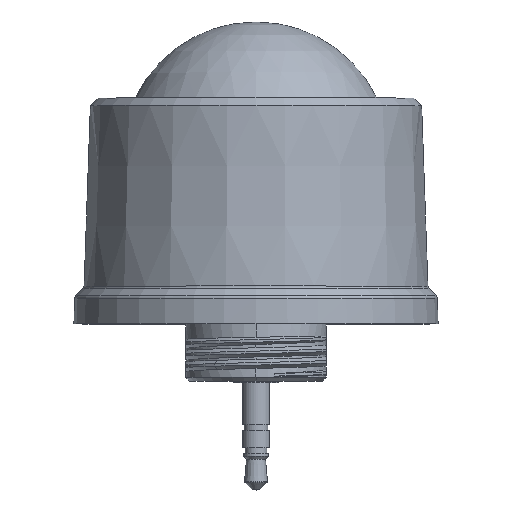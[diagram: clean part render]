
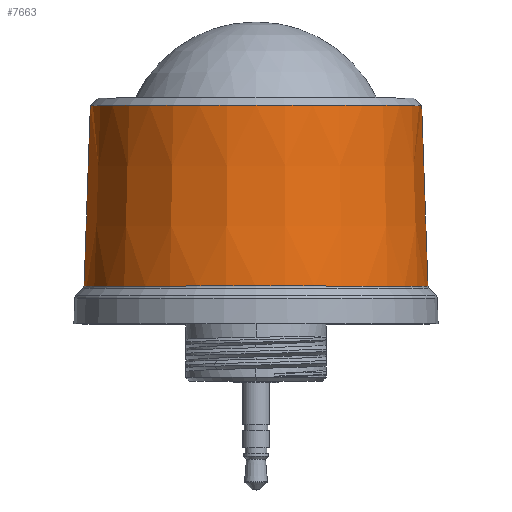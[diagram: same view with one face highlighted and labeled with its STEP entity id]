
A CAD part, top view. The second image highlights one B-rep face of the part: STEP entity #7663.
In plain terms, the highlighted conical face has half-angle 2 degrees and reference radius 22.054 mm.
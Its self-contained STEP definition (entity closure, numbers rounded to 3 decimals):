
#1227=CARTESIAN_POINT('',(0.,28.527,0.));
#1228=DIRECTION('',(0.,1.,0.));
#1229=DIRECTION('',(-1.,0.,0.));
#1230=AXIS2_PLACEMENT_3D('',#1227,#1228,#1229);
#1235=CARTESIAN_POINT('',(0.,28.527,0.));
#1236=DIRECTION('',(0.,1.,0.));
#1237=DIRECTION('',(0.,0.,1.));
#1238=AXIS2_PLACEMENT_3D('',#1235,#1236,#1237);
#1243=DIRECTION('',(0.035,-0.999,0.));
#1244=VECTOR('',#1243,23.624);
#1245=CARTESIAN_POINT('',(21.641,28.527,0.));
#1246=LINE('',#1245,#1244);
#1266=CARTESIAN_POINT('',(0.,4.917,0.));
#1267=DIRECTION('',(0.,1.,0.));
#1268=DIRECTION('',(-1.,0.,0.));
#1269=AXIS2_PLACEMENT_3D('',#1266,#1267,#1268);
#1274=CARTESIAN_POINT('',(0.,4.917,0.));
#1275=DIRECTION('',(0.,1.,0.));
#1276=DIRECTION('',(1.,0.,0.005));
#1277=AXIS2_PLACEMENT_3D('',#1274,#1275,#1276);
#1440=DIRECTION('',(-0.035,-0.999,0.));
#1441=VECTOR('',#1440,23.624);
#1442=CARTESIAN_POINT('',(-21.641,28.527,
0.));
#1443=LINE('',#1442,#1441);
#6499=CARTESIAN_POINT('',(22.466,4.917,
0.));
#6500=VERTEX_POINT('',#6499);
#6503=CARTESIAN_POINT('',(-22.466,4.917,0.));
#6504=VERTEX_POINT('',#6503);
#6505=CARTESIAN_POINT('',(22.466,4.917,0.106));
#6506=VERTEX_POINT('',#6505);
#6507=CARTESIAN_POINT('',(-21.641,28.527,
0.));
#6508=VERTEX_POINT('',#6507);
#6509=CARTESIAN_POINT('',(0.,28.527,
21.641));
#6510=CARTESIAN_POINT('',(21.641,28.527,
0.));
#6511=VERTEX_POINT('',#6509);
#6512=VERTEX_POINT('',#6510);
#7646=CARTESIAN_POINT('',(0.,16.722,0.));
#7647=DIRECTION('',(0.,-1.,0.));
#7648=DIRECTION('',(-1.,0.,0.));
#7649=AXIS2_PLACEMENT_3D('',#7646,#7647,#7648);
#7650=CONICAL_SURFACE('',#7649,22.054,2.);
#7652=ORIENTED_EDGE('',*,*,#7651,.F.);
#7654=ORIENTED_EDGE('',*,*,#7653,.F.);
#7656=ORIENTED_EDGE('',*,*,#7655,.F.);
#7657=ORIENTED_EDGE('',*,*,#7635,.T.);
#7658=ORIENTED_EDGE('',*,*,#7633,.T.);
#7660=ORIENTED_EDGE('',*,*,#7659,.T.);
#7661=EDGE_LOOP('',(#7652,#7654,#7656,#7657,#7658,#7660));
#7662=FACE_OUTER_BOUND('',#7661,.F.);
#1231=CIRCLE('',#1230,21.641);
#1239=CIRCLE('',#1238,21.641);
#1270=CIRCLE('',#1269,22.466);
#1278=CIRCLE('',#1277,22.466);
#7633=EDGE_CURVE('',#6511,#6512,#1239,.T.);
#7635=EDGE_CURVE('',#6508,#6511,#1231,.T.);
#7651=EDGE_CURVE('',#6506,#6500,#1278,.T.);
#7653=EDGE_CURVE('',#6504,#6506,#1270,.T.);
#7655=EDGE_CURVE('',#6508,#6504,#1443,.T.);
#7659=EDGE_CURVE('',#6512,#6500,#1246,.T.);
#7663=ADVANCED_FACE('',(#7662),#7650,.T.);
